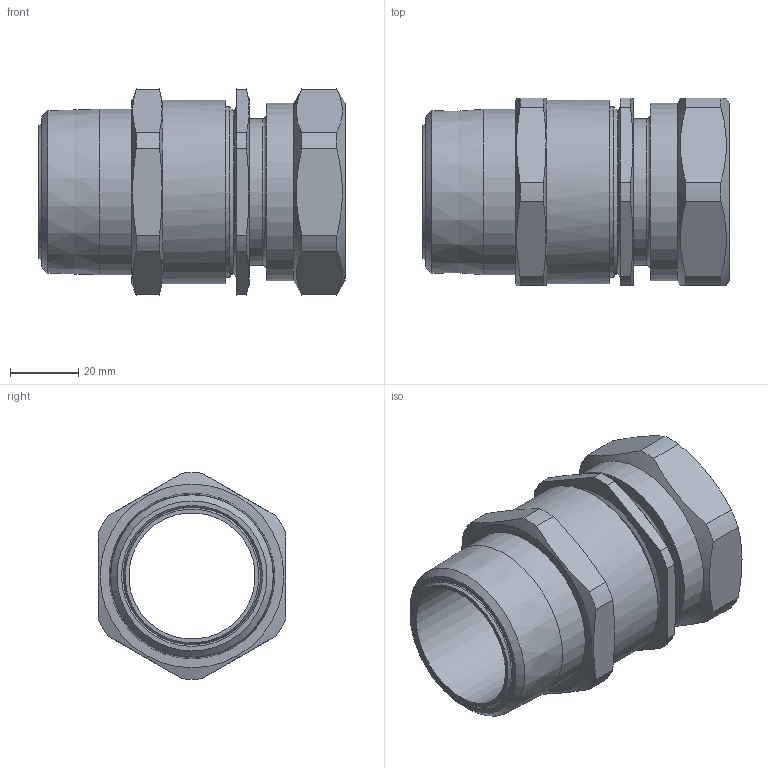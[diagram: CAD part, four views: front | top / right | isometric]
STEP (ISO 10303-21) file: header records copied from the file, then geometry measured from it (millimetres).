
FILE_DESCRIPTION (( 'STEP AP203' ), '1' );
FILE_NAME ('50SPXRCREX1RA53535.STEP', '2017-09-27T10:00:07', ( '' ), ( '' ), 'SwSTEP 2.0', 'SolidWorks 2017', '' );
FILE_SCHEMA (( 'CONFIG_CONTROL_DESIGN' ));
Length unit declared in the file: millimetre
Products named in the file (1): 50SPXRCREX1RA53535
Bounding box: 89.8 x 55 x 60.49 mm (x, y, z)
Surface area: 42676.5 mm2 (no closed solid volume)
Topology: 0 solids, 4 shells, 76 faces, 192 edges, 125 vertices
Faces by surface type: cylinder 29, plane 27, cone 18, torus 2
Full cylindrical faces by diameter (mm): 37 x1, 39 x1, 40.17 x1, 40.27 x1, 43 x1, 44.5 x1, 47.718 x1, 48.5 x1, 50 x1, 52 x1, 53.8 x1
Entity records: 2364 total; most frequent: CARTESIAN_POINT 637, DIRECTION 350, ORIENTED_EDGE 302, EDGE_CURVE 155, AXIS2_PLACEMENT_3D 154, VERTEX_POINT 113, EDGE_LOOP 110, FACE_OUTER_BOUND 89
